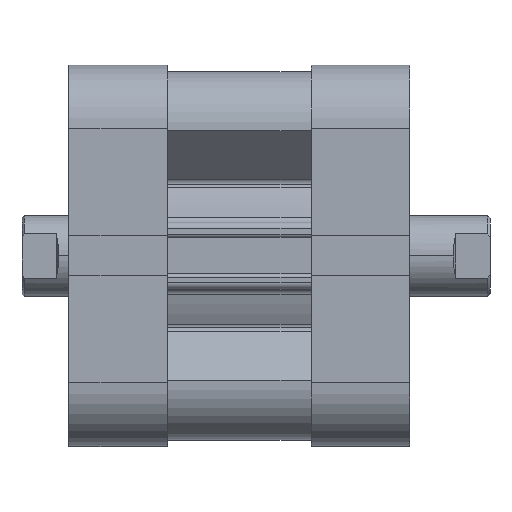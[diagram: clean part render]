
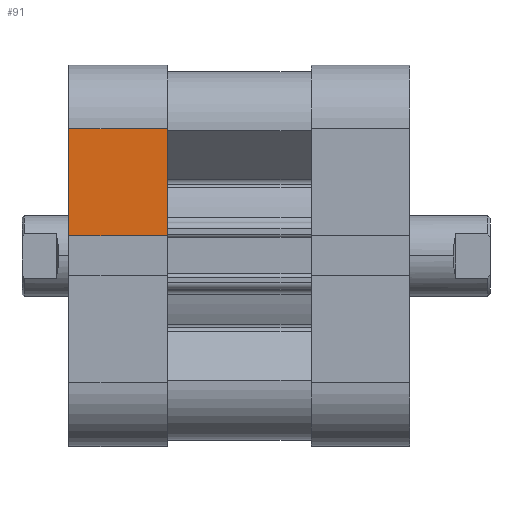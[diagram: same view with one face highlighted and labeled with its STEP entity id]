
A CAD part, top view. The second image highlights one B-rep face of the part: STEP entity #91.
In plain terms, the highlighted planar face has unit normal (0, 0, 1).
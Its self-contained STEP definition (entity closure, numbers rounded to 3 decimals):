
#91 = ADVANCED_FACE ( 'NONE', ( #1581 ), #2979, .T. ) ;
#506 = ORIENTED_EDGE ( 'NONE', *, *, #3760, .F. ) ;
#511 = ORIENTED_EDGE ( 'NONE', *, *, #3772, .T. ) ;
#513 = ORIENTED_EDGE ( 'NONE', *, *, #3767, .T. ) ;
#514 = ORIENTED_EDGE ( 'NONE', *, *, #3695, .T. ) ;
#1419 = EDGE_LOOP ( 'NONE', ( #506, #513, #514, #511 ) ) ;
#1581 = FACE_OUTER_BOUND ( 'NONE', #1419, .T. ) ;
#2727 = VERTEX_POINT ( 'NONE', #5912 ) ;
#2978 = CARTESIAN_POINT ( 'NONE',  ( -13.071, -62.841, 28.5 ) ) ;
#2979 = PLANE ( 'NONE',  #3867 ) ;
#2980 = DIRECTION ( 'NONE',  ( 1., 0., 0. ) ) ;
#2981 = DIRECTION ( 'NONE',  ( 0., 0., 1. ) ) ;
#3094 = VERTEX_POINT ( 'NONE', #5987 ) ;
#3179 = VERTEX_POINT ( 'NONE', #6059 ) ;
#3180 = VERTEX_POINT ( 'NONE', #6060 ) ;
#3695 = EDGE_CURVE ( 'NONE', #3179, #3180, #5211, .T. ) ;
#3760 = EDGE_CURVE ( 'NONE', #3094, #2727, #5337, .T. ) ;
#3767 = EDGE_CURVE ( 'NONE', #3094, #3179, #5350, .T. ) ;
#3772 = EDGE_CURVE ( 'NONE', #3180, #2727, #5319, .T. ) ;
#3867 = AXIS2_PLACEMENT_3D ( 'NONE', #2978, #2981, #2980 ) ;
#5211 = LINE ( 'NONE', #7063, #5216 ) ;
#5216 = VECTOR ( 'NONE', #7064, 1000. ) ;
#5319 = LINE ( 'NONE', #7232, #5340 ) ;
#5337 = LINE ( 'NONE', #7206, #5338 ) ;
#5338 = VECTOR ( 'NONE', #7207, 1000. ) ;
#5340 = VECTOR ( 'NONE', #7233, 1000. ) ;
#5350 = LINE ( 'NONE', #7221, #5351 ) ;
#5351 = VECTOR ( 'NONE', #7222, 1000. ) ;
#5912 = CARTESIAN_POINT ( 'NONE',  ( -27.821, 19., 28.5 ) ) ;
#5987 = CARTESIAN_POINT ( 'NONE',  ( -27.821, 2.97, 28.5 ) ) ;
#6059 = CARTESIAN_POINT ( 'NONE',  ( -13.071, 2.97, 28.5 ) ) ;
#6060 = CARTESIAN_POINT ( 'NONE',  ( -13.071, 19., 28.5 ) ) ;
#7063 = CARTESIAN_POINT ( 'NONE',  ( -13.071, -62.841, 28.5 ) ) ;
#7064 = DIRECTION ( 'NONE',  ( 0., 1., 0. ) ) ;
#7206 = CARTESIAN_POINT ( 'NONE',  ( -27.821, -62.841, 28.5 ) ) ;
#7207 = DIRECTION ( 'NONE',  ( 0., 1., 0. ) ) ;
#7221 = CARTESIAN_POINT ( 'NONE',  ( -13.071, 2.97, 28.5 ) ) ;
#7222 = DIRECTION ( 'NONE',  ( 1., 0., 0. ) ) ;
#7232 = CARTESIAN_POINT ( 'NONE',  ( -13.071, 19., 28.5 ) ) ;
#7233 = DIRECTION ( 'NONE',  ( -1., 0., 0. ) ) ;
